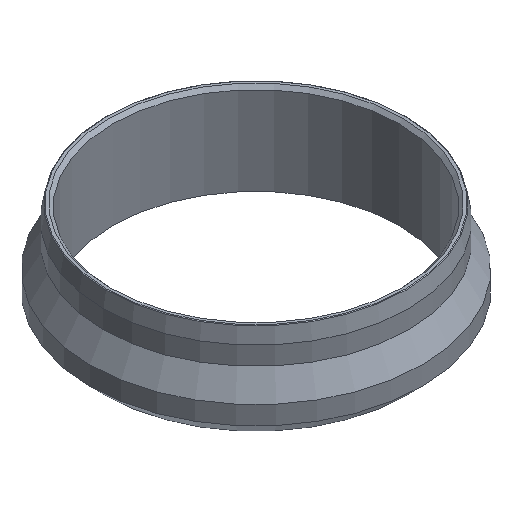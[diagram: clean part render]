
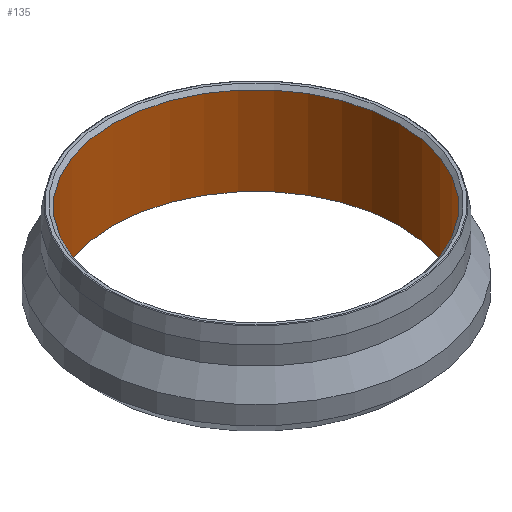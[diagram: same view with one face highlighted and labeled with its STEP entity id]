
A CAD part, isometric view. The second image highlights one B-rep face of the part: STEP entity #135.
In plain terms, the highlighted cylindrical face has radius 21.15 mm (diameter 42.3 mm), a full revolution.
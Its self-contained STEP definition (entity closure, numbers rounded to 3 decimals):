
#73=CARTESIAN_POINT('',(-21.15,0.,13.0));
#74=VERTEX_POINT('',#73);
#75=CARTESIAN_POINT('',(0.0,0.0,13.0));
#76=DIRECTION('',(0.0,0.0,-1.0));
#77=DIRECTION('',(1.0,0.0,0.0));
#78=AXIS2_PLACEMENT_3D('',#75,#76,#77);
#79=CIRCLE('',#78,21.15);
#80=EDGE_CURVE('',#74,#74,#79,.T.);
#116=CARTESIAN_POINT('',(0.0,0.0,0.0));
#117=DIRECTION('',(0.0,0.0,1.0));
#118=DIRECTION('',(1.0,0.0,0.0));
#119=AXIS2_PLACEMENT_3D('',#116,#117,#118);
#120=CYLINDRICAL_SURFACE('',#119,21.15);
#121=CARTESIAN_POINT('',(0.,21.15,0.0));
#122=VERTEX_POINT('',#121);
#123=CARTESIAN_POINT('',(0.0,0.0,0.0));
#124=DIRECTION('',(0.0,0.0,-1.0));
#125=DIRECTION('',(0.0,1.0,0.0));
#126=AXIS2_PLACEMENT_3D('',#123,#124,#125);
#127=CIRCLE('',#126,21.15);
#128=EDGE_CURVE('',#122,#122,#127,.T.);
#129=ORIENTED_EDGE('',*,*,#128,.T.);
#130=EDGE_LOOP('',(#129));
#131=FACE_OUTER_BOUND('',#130,.T.);
#132=ORIENTED_EDGE('',*,*,#80,.F.);
#133=EDGE_LOOP('',(#132));
#134=FACE_BOUND('',#133,.T.);
#135=ADVANCED_FACE('',(#131,#134),#120,.F.);
